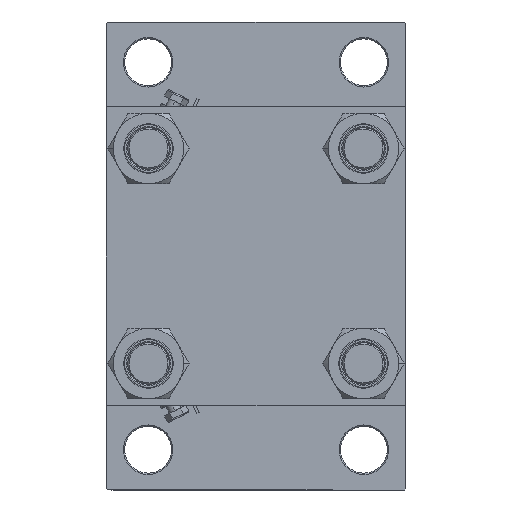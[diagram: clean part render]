
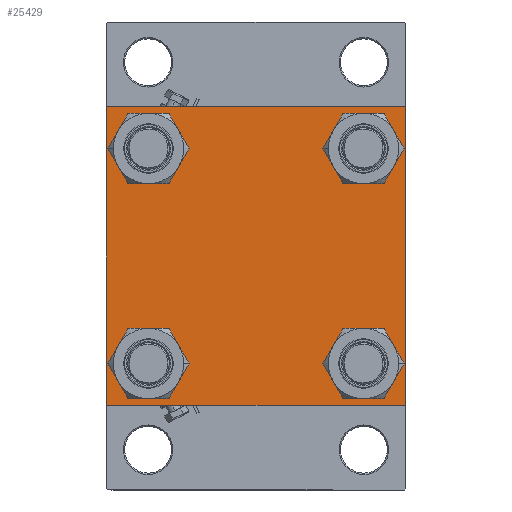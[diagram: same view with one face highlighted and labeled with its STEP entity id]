
A CAD part, left-side view. The second image highlights one B-rep face of the part: STEP entity #25429.
In plain terms, the highlighted planar face has unit normal (-1, 0, 0).
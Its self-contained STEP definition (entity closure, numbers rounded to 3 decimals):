
#5 = CARTESIAN_POINT ( 'NONE',  ( 0., 57.5, 57. ) ) ;
#1676 = CARTESIAN_POINT ( 'NONE',  ( 0., -57.5, 57. ) ) ;
#1718 = VERTEX_POINT ( 'NONE', #22512 ) ;
#1932 = CARTESIAN_POINT ( 'NONE',  ( 0., -41.35, -32.85 ) ) ;
#2698 = EDGE_CURVE ( 'NONE', #35931, #24576, #35051, .T. ) ;
#2960 = ORIENTED_EDGE ( 'NONE', *, *, #8846, .F. ) ;
#3088 = DIRECTION ( 'NONE',  ( 0., 0., -1. ) ) ;
#3184 = CIRCLE ( 'NONE', #18640, 8.5 ) ;
#3476 = CARTESIAN_POINT ( 'NONE',  ( 0., 41.35, 41.35 ) ) ;
#3578 = EDGE_LOOP ( 'NONE', ( #43843, #5442 ) ) ;
#3851 = DIRECTION ( 'NONE',  ( 0., 0., 1. ) ) ;
#3917 = AXIS2_PLACEMENT_3D ( 'NONE', #23255, #38808, #16118 ) ;
#3983 = EDGE_LOOP ( 'NONE', ( #26335, #12212 ) ) ;
#4129 = VERTEX_POINT ( 'NONE', #38337 ) ;
#4776 = ORIENTED_EDGE ( 'NONE', *, *, #28245, .T. ) ;
#4910 = EDGE_CURVE ( 'NONE', #42036, #26752, #33477, .T. ) ;
#4927 = DIRECTION ( 'NONE',  ( 0., 0., -1. ) ) ;
#5442 = ORIENTED_EDGE ( 'NONE', *, *, #20954, .T. ) ;
#6868 = LINE ( 'NONE', #20829, #29821 ) ;
#6899 = LINE ( 'NONE', #17612, #29634 ) ;
#7482 = VERTEX_POINT ( 'NONE', #1676 ) ;
#7704 = EDGE_CURVE ( 'NONE', #7482, #26752, #23538, .T. ) ;
#7978 = AXIS2_PLACEMENT_3D ( 'NONE', #35433, #23457, #3851 ) ;
#8370 = FACE_OUTER_BOUND ( 'NONE', #14126, .T. ) ;
#8846 = EDGE_CURVE ( 'NONE', #7482, #11946, #6899, .T. ) ;
#9032 = DIRECTION ( 'NONE',  ( 0., 0.707, -0.707 ) ) ;
#9067 = VECTOR ( 'NONE', #46572, 1000. ) ;
#9729 = VECTOR ( 'NONE', #9032, 1000. ) ;
#11835 = AXIS2_PLACEMENT_3D ( 'NONE', #20044, #19794, #46790 ) ;
#11940 = DIRECTION ( 'NONE',  ( 0., -1., 0. ) ) ;
#11946 = VERTEX_POINT ( 'NONE', #21962 ) ;
#12212 = ORIENTED_EDGE ( 'NONE', *, *, #26711, .T. ) ;
#12705 = VECTOR ( 'NONE', #4927, 1000. ) ;
#12934 = CARTESIAN_POINT ( 'NONE',  ( 0., -41.35, 49.85 ) ) ;
#13856 = DIRECTION ( 'NONE',  ( 0., -1., 0. ) ) ;
#14126 = EDGE_LOOP ( 'NONE', ( #21139, #21743, #25455, #4776, #2960, #27947, #50380, #47283 ) ) ;
#14240 = ORIENTED_EDGE ( 'NONE', *, *, #42075, .T. ) ;
#14896 = CARTESIAN_POINT ( 'NONE',  ( 0., -57., 57.5 ) ) ;
#15513 = PLANE ( 'NONE',  #30929 ) ;
#16011 = FACE_BOUND ( 'NONE', #3578, .T. ) ;
#16118 = DIRECTION ( 'NONE',  ( 0., 0., 1. ) ) ;
#16499 = CARTESIAN_POINT ( 'NONE',  ( 0., -57.25, -57.25 ) ) ;
#16713 = DIRECTION ( 'NONE',  ( 1., 0., 0. ) ) ;
#16881 = CIRCLE ( 'NONE', #3917, 8.5 ) ;
#17011 = DIRECTION ( 'NONE',  ( 0., -0.707, -0.707 ) ) ;
#17482 = CARTESIAN_POINT ( 'NONE',  ( 0., 57., 57.5 ) ) ;
#17612 = CARTESIAN_POINT ( 'NONE',  ( 0., -57.5, 57.5 ) ) ;
#17938 = CARTESIAN_POINT ( 'NONE',  ( 0., 41.35, 49.85 ) ) ;
#18234 = CARTESIAN_POINT ( 'NONE',  ( 0., 41.35, 32.85 ) ) ;
#18640 = AXIS2_PLACEMENT_3D ( 'NONE', #25742, #33147, #48680 ) ;
#18720 = DIRECTION ( 'NONE',  ( 0., 0.707, 0.707 ) ) ;
#19117 = CARTESIAN_POINT ( 'NONE',  ( 0., 57.5, -57. ) ) ;
#19231 = CARTESIAN_POINT ( 'NONE',  ( 0., -41.35, -49.85 ) ) ;
#19326 = VERTEX_POINT ( 'NONE', #19117 ) ;
#19794 = DIRECTION ( 'NONE',  ( 1., 0., 0. ) ) ;
#19815 = EDGE_CURVE ( 'NONE', #34850, #27590, #16881, .T. ) ;
#20044 = CARTESIAN_POINT ( 'NONE',  ( 0., -41.35, 41.35 ) ) ;
#20752 = EDGE_CURVE ( 'NONE', #24576, #35931, #23468, .T. ) ;
#20829 = CARTESIAN_POINT ( 'NONE',  ( 0., 57.25, -57.25 ) ) ;
#20954 = EDGE_CURVE ( 'NONE', #47752, #33655, #48678, .T. ) ;
#21139 = ORIENTED_EDGE ( 'NONE', *, *, #30052, .T. ) ;
#21297 = DIRECTION ( 'NONE',  ( 0., 0., 1. ) ) ;
#21743 = ORIENTED_EDGE ( 'NONE', *, *, #30271, .T. ) ;
#21962 = CARTESIAN_POINT ( 'NONE',  ( 0., -57.5, -57. ) ) ;
#22512 = CARTESIAN_POINT ( 'NONE',  ( 0., 41.35, -32.85 ) ) ;
#22858 = EDGE_CURVE ( 'NONE', #1718, #4129, #3184, .T. ) ;
#23077 = DIRECTION ( 'NONE',  ( 1., 0., 0. ) ) ;
#23255 = CARTESIAN_POINT ( 'NONE',  ( 0., -41.35, -41.35 ) ) ;
#23457 = DIRECTION ( 'NONE',  ( 1., 0., 0. ) ) ;
#23468 = CIRCLE ( 'NONE', #50312, 8.5 ) ;
#23538 = LINE ( 'NONE', #30688, #23883 ) ;
#23883 = VECTOR ( 'NONE', #18720, 1000. ) ;
#24226 = VERTEX_POINT ( 'NONE', #34040 ) ;
#24334 = EDGE_CURVE ( 'NONE', #42036, #45914, #43188, .T. ) ;
#24576 = VERTEX_POINT ( 'NONE', #17938 ) ;
#24662 = DIRECTION ( 'NONE',  ( -1., 0., 0. ) ) ;
#24808 = CARTESIAN_POINT ( 'NONE',  ( 0., 57.5, 57.5 ) ) ;
#24914 = CARTESIAN_POINT ( 'NONE',  ( 0., 0., 0. ) ) ;
#25227 = CIRCLE ( 'NONE', #39840, 8.5 ) ;
#25429 = ADVANCED_FACE ( 'NONE', ( #16011, #50420, #31563, #43278, #8370 ), #15513, .T. ) ;
#25455 = ORIENTED_EDGE ( 'NONE', *, *, #35371, .T. ) ;
#25742 = CARTESIAN_POINT ( 'NONE',  ( 0., 41.35, -41.35 ) ) ;
#26335 = ORIENTED_EDGE ( 'NONE', *, *, #22858, .T. ) ;
#26711 = EDGE_CURVE ( 'NONE', #4129, #1718, #30968, .T. ) ;
#26752 = VERTEX_POINT ( 'NONE', #14896 ) ;
#27291 = CIRCLE ( 'NONE', #11835, 8.5 ) ;
#27479 = CARTESIAN_POINT ( 'NONE',  ( 0., -57., -57.5 ) ) ;
#27590 = VERTEX_POINT ( 'NONE', #19231 ) ;
#27947 = ORIENTED_EDGE ( 'NONE', *, *, #7704, .T. ) ;
#28245 = EDGE_CURVE ( 'NONE', #39624, #11946, #31048, .T. ) ;
#28467 = DIRECTION ( 'NONE',  ( 1., 0., 0. ) ) ;
#28937 = CARTESIAN_POINT ( 'NONE',  ( 0., 41.35, -41.35 ) ) ;
#29634 = VECTOR ( 'NONE', #3088, 1000. ) ;
#29808 = CARTESIAN_POINT ( 'NONE',  ( 0., 57.5, 57.5 ) ) ;
#29821 = VECTOR ( 'NONE', #17011, 1000. ) ;
#30052 = EDGE_CURVE ( 'NONE', #45914, #19326, #41284, .T. ) ;
#30271 = EDGE_CURVE ( 'NONE', #19326, #24226, #6868, .T. ) ;
#30688 = CARTESIAN_POINT ( 'NONE',  ( 0., -57.25, 57.25 ) ) ;
#30929 = AXIS2_PLACEMENT_3D ( 'NONE', #24914, #24662, #44783 ) ;
#30968 = CIRCLE ( 'NONE', #48861, 8.5 ) ;
#31048 = LINE ( 'NONE', #16499, #9067 ) ;
#31563 = FACE_BOUND ( 'NONE', #3983, .T. ) ;
#32772 = CARTESIAN_POINT ( 'NONE',  ( 0., -41.35, -41.35 ) ) ;
#32806 = CARTESIAN_POINT ( 'NONE',  ( 0., 41.35, 41.35 ) ) ;
#33147 = DIRECTION ( 'NONE',  ( 1., 0., 0. ) ) ;
#33297 = EDGE_CURVE ( 'NONE', #33655, #47752, #27291, .T. ) ;
#33477 = LINE ( 'NONE', #24808, #39277 ) ;
#33655 = VERTEX_POINT ( 'NONE', #12934 ) ;
#34040 = CARTESIAN_POINT ( 'NONE',  ( 0., 57., -57.5 ) ) ;
#34055 = DIRECTION ( 'NONE',  ( 0., 0., 1. ) ) ;
#34850 = VERTEX_POINT ( 'NONE', #1932 ) ;
#35051 = CIRCLE ( 'NONE', #47223, 8.5 ) ;
#35371 = EDGE_CURVE ( 'NONE', #24226, #39624, #47588, .T. ) ;
#35433 = CARTESIAN_POINT ( 'NONE',  ( 0., -41.35, 41.35 ) ) ;
#35531 = ORIENTED_EDGE ( 'NONE', *, *, #2698, .T. ) ;
#35789 = CARTESIAN_POINT ( 'NONE',  ( 0., 57.25, 57.25 ) ) ;
#35931 = VERTEX_POINT ( 'NONE', #18234 ) ;
#38337 = CARTESIAN_POINT ( 'NONE',  ( 0., 41.35, -49.85 ) ) ;
#38808 = DIRECTION ( 'NONE',  ( 1., 0., 0. ) ) ;
#39277 = VECTOR ( 'NONE', #13856, 1000. ) ;
#39624 = VERTEX_POINT ( 'NONE', #27479 ) ;
#39840 = AXIS2_PLACEMENT_3D ( 'NONE', #32772, #16713, #44984 ) ;
#40164 = CARTESIAN_POINT ( 'NONE',  ( 0., -41.35, 32.85 ) ) ;
#40638 = EDGE_LOOP ( 'NONE', ( #42747, #35531 ) ) ;
#41284 = LINE ( 'NONE', #29808, #12705 ) ;
#42036 = VERTEX_POINT ( 'NONE', #17482 ) ;
#42075 = EDGE_CURVE ( 'NONE', #27590, #34850, #25227, .T. ) ;
#42747 = ORIENTED_EDGE ( 'NONE', *, *, #20752, .T. ) ;
#43188 = LINE ( 'NONE', #35789, #9729 ) ;
#43278 = FACE_BOUND ( 'NONE', #40638, .T. ) ;
#43843 = ORIENTED_EDGE ( 'NONE', *, *, #33297, .T. ) ;
#44480 = DIRECTION ( 'NONE',  ( 1., 0., 0. ) ) ;
#44516 = DIRECTION ( 'NONE',  ( 0., 0., 1. ) ) ;
#44783 = DIRECTION ( 'NONE',  ( 0., 0., 1. ) ) ;
#44984 = DIRECTION ( 'NONE',  ( 0., 0., 1. ) ) ;
#45914 = VERTEX_POINT ( 'NONE', #5 ) ;
#46572 = DIRECTION ( 'NONE',  ( 0., -0.707, 0.707 ) ) ;
#46790 = DIRECTION ( 'NONE',  ( 0., 0., 1. ) ) ;
#46839 = CARTESIAN_POINT ( 'NONE',  ( 0., 57.5, -57.5 ) ) ;
#47223 = AXIS2_PLACEMENT_3D ( 'NONE', #32806, #28467, #44516 ) ;
#47283 = ORIENTED_EDGE ( 'NONE', *, *, #24334, .T. ) ;
#47299 = EDGE_LOOP ( 'NONE', ( #48395, #14240 ) ) ;
#47588 = LINE ( 'NONE', #46839, #49372 ) ;
#47752 = VERTEX_POINT ( 'NONE', #40164 ) ;
#48395 = ORIENTED_EDGE ( 'NONE', *, *, #19815, .T. ) ;
#48678 = CIRCLE ( 'NONE', #7978, 8.5 ) ;
#48680 = DIRECTION ( 'NONE',  ( 0., 0., 1. ) ) ;
#48861 = AXIS2_PLACEMENT_3D ( 'NONE', #28937, #44480, #21297 ) ;
#49372 = VECTOR ( 'NONE', #11940, 1000. ) ;
#50312 = AXIS2_PLACEMENT_3D ( 'NONE', #3476, #23077, #34055 ) ;
#50380 = ORIENTED_EDGE ( 'NONE', *, *, #4910, .F. ) ;
#50420 = FACE_BOUND ( 'NONE', #47299, .T. ) ;
